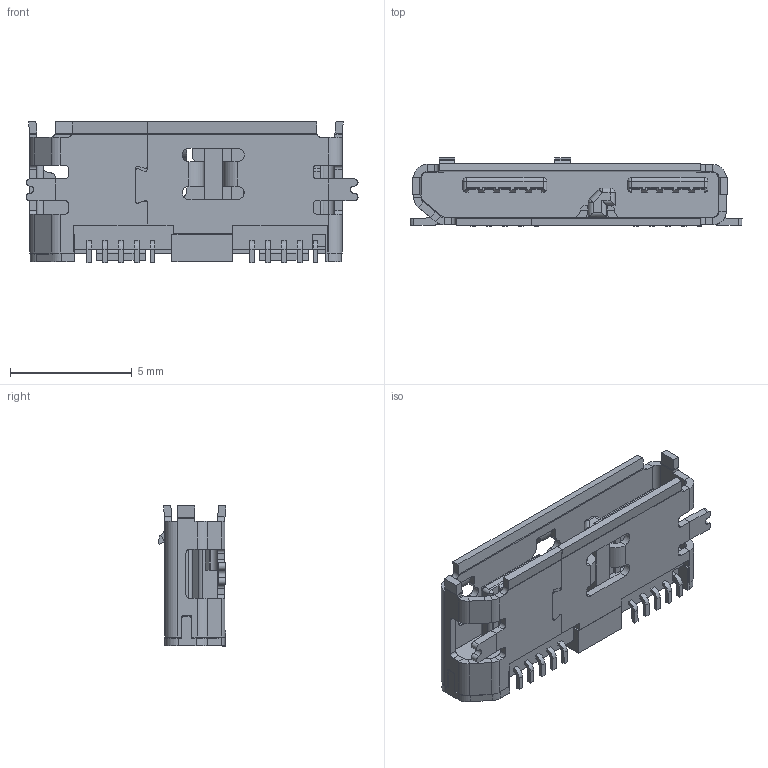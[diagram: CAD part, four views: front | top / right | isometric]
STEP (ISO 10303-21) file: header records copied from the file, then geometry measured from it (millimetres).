
FILE_DESCRIPTION((''),'2;1');
FILE_NAME('MICRO_B_INSULATOR','2018-05-29T',('sondra.sang'),(''),'PRO/ENGINEER BY PARAMETRIC TECHNOLOGY CORPORATION, 2012200','PRO/ENGINEER BY PARAMETRIC TECHNOLOGY CORPORATION, 2012200','');
FILE_SCHEMA(('CONFIG_CONTROL_DESIGN'));
Length unit declared in the file: millimetre
Products named in the file (1): MICRO_B_INSULATOR
Bounding box: 13.65 x 2.8 x 5.82 mm (x, y, z)
Volume: 82.6 mm3; surface area: 440.1 mm2
Topology: 1 solids, 1 shells, 884 faces, 2385 edges, 1516 vertices
Faces by surface type: plane 694, cylinder 177, sphere 7, bspline 4, cone 2
Entity records: 27511 total; most frequent: CARTESIAN_POINT 5207, ORIENTED_EDGE 4762, DIRECTION 4421, EDGE_CURVE 2381, VECTOR 1989, LINE 1989, VERTEX_POINT 1514, AXIS2_PLACEMENT_3D 1216
